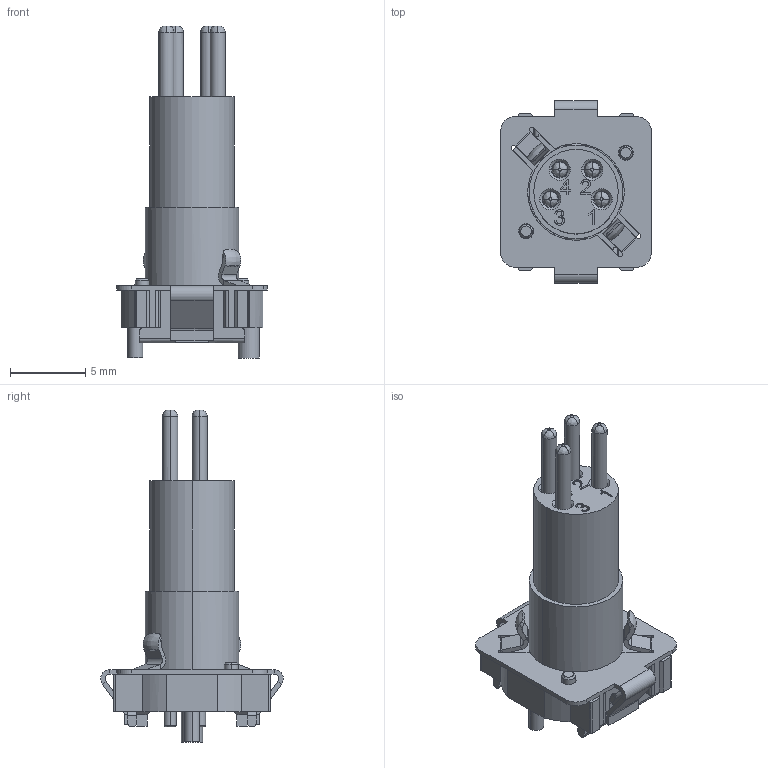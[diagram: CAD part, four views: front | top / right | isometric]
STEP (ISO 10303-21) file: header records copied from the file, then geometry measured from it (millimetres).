
FILE_DESCRIPTION(('CATIA V5R24 STEP','CAx-IF Rec.Pracs.--- Model Styling and Organization---1.2---2011-12-15'),'2;1');
FILE_NAME ('D1461772_0_2421930000_2421930000.stp','2017-04-21T07:17:04+00:00',('none'),('Weidmueller'),'CATIA Version 5-6 Release 2014 SP4 HF52','CATIA V5 STEP AP214','none');
FILE_SCHEMA(('AUTOMOTIVE_DESIGN { 1 0 10303 214 1 1 1 1 }'));
Length unit declared in the file: millimetre
Products named in the file (1): v5-standard_part
Bounding box: 10 x 12.1 x 22 mm (x, y, z)
Volume: 596.3 mm3; surface area: 826 mm2
Topology: 1 solids, 3 shells, 480 faces, 1305 edges, 836 vertices
Faces by surface type: plane 237, cylinder 154, bspline 69, cone 12, torus 8
Entity records: 17161 total; most frequent: CARTESIAN_POINT 5534, ORIENTED_EDGE 2602, DIRECTION 1774, EDGE_CURVE 1301, VERTEX_POINT 836, VECTOR 695, LINE 695, AXIS2_PLACEMENT_3D 666
